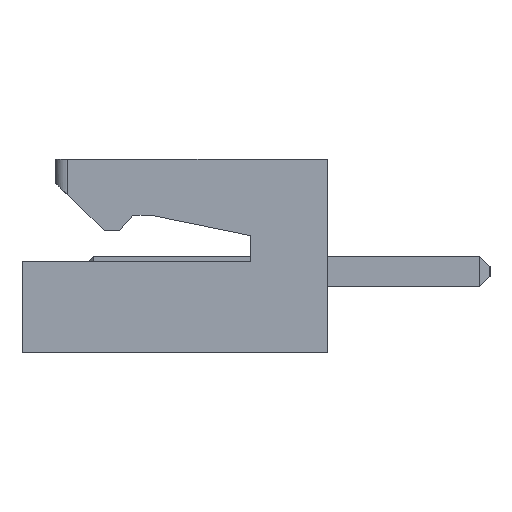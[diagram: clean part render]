
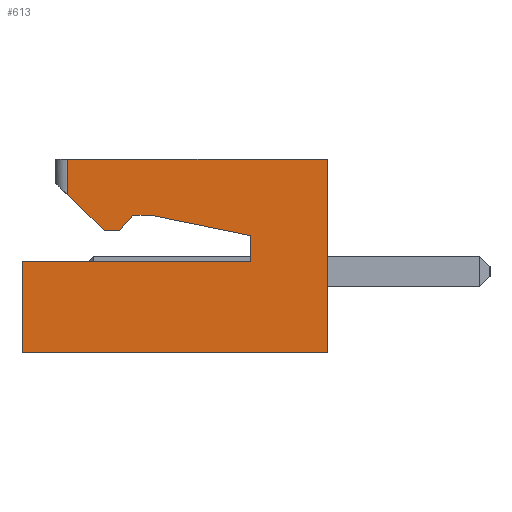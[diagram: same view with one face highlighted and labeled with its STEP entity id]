
A CAD part, left-side view. The second image highlights one B-rep face of the part: STEP entity #613.
In plain terms, the highlighted planar face has unit normal (-1, 0, 0).
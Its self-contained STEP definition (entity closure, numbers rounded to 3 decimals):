
#264 = CARTESIAN_POINT ( 'NONE',  ( -2.5, 1.5, 0.7 ) ) ;
#414 = LINE ( 'NONE', #4499, #3620 ) ;
#613 = ADVANCED_FACE ( 'NONE', ( #13996 ), #7860, .F. ) ;
#622 = LINE ( 'NONE', #3054, #9453 ) ;
#1372 = EDGE_CURVE ( 'NONE', #15681, #2671, #15272, .T. ) ;
#1429 = VECTOR ( 'NONE', #3900, 1000. ) ;
#1684 = EDGE_CURVE ( 'NONE', #15507, #15722, #14330, .T. ) ;
#1792 = DIRECTION ( 'NONE',  ( 0., 0., 1. ) ) ;
#1861 = EDGE_LOOP ( 'NONE', ( #14672, #7420, #14500, #6044, #12125, #15808, #12887, #11968, #14773, #8650, #12890, #8885 ) ) ;
#1924 = LINE ( 'NONE', #11389, #6706 ) ;
#2050 = EDGE_CURVE ( 'NONE', #2671, #12421, #5046, .T. ) ;
#2671 = VERTEX_POINT ( 'NONE', #16344 ) ;
#2808 = VECTOR ( 'NONE', #15925, 1000. ) ;
#3054 = CARTESIAN_POINT ( 'NONE',  ( -2.5, 4.386, 0.8 ) ) ;
#3099 = VECTOR ( 'NONE', #13020, 1000. ) ;
#3321 = EDGE_CURVE ( 'NONE', #9441, #7491, #9527, .T. ) ;
#3620 = VECTOR ( 'NONE', #15817, 1000. ) ;
#3900 = DIRECTION ( 'NONE',  ( 0., 0.661, -0.75 ) ) ;
#4057 = CARTESIAN_POINT ( 'NONE',  ( -2.5, 4.386, 0.8 ) ) ;
#4064 = CARTESIAN_POINT ( 'NONE',  ( -2.5, 1.5, 0.7 ) ) ;
#4394 = LINE ( 'NONE', #4064, #16203 ) ;
#4499 = CARTESIAN_POINT ( 'NONE',  ( -2.5, 6., 0.2 ) ) ;
#4733 = EDGE_CURVE ( 'NONE', #11509, #12291, #414, .T. ) ;
#5046 = LINE ( 'NONE', #12527, #1429 ) ;
#5255 = LINE ( 'NONE', #13919, #12953 ) ;
#5288 = DIRECTION ( 'NONE',  ( 0., -1., 0. ) ) ;
#5588 = CARTESIAN_POINT ( 'NONE',  ( -2.5, 6., -1.6 ) ) ;
#5592 = DIRECTION ( 'NONE',  ( 0., 0.714, 0.7 ) ) ;
#5668 = EDGE_CURVE ( 'NONE', #12421, #9441, #622, .T. ) ;
#5690 = EDGE_CURVE ( 'NONE', #12291, #9268, #6820, .T. ) ;
#5839 = DIRECTION ( 'NONE',  ( 1., 0., 0. ) ) ;
#6044 = ORIENTED_EDGE ( 'NONE', *, *, #5668, .F. ) ;
#6071 = CARTESIAN_POINT ( 'NONE',  ( -2.5, 5.1, 2.2 ) ) ;
#6414 = CARTESIAN_POINT ( 'NONE',  ( -2.5, 6., -1.6 ) ) ;
#6660 = DIRECTION ( 'NONE',  ( 0., 1., 0. ) ) ;
#6706 = VECTOR ( 'NONE', #5288, 1000. ) ;
#6820 = LINE ( 'NONE', #7794, #11320 ) ;
#7420 = ORIENTED_EDGE ( 'NONE', *, *, #15890, .F. ) ;
#7491 = VERTEX_POINT ( 'NONE', #14785 ) ;
#7542 = VERTEX_POINT ( 'NONE', #16150 ) ;
#7794 = CARTESIAN_POINT ( 'NONE',  ( -2.5, 1.5, 0.2 ) ) ;
#7860 = PLANE ( 'NONE',  #10352 ) ;
#8650 = ORIENTED_EDGE ( 'NONE', *, *, #12209, .F. ) ;
#8885 = ORIENTED_EDGE ( 'NONE', *, *, #15374, .T. ) ;
#8961 = CARTESIAN_POINT ( 'NONE',  ( -2.5, 3.821, 1.1 ) ) ;
#9268 = VERTEX_POINT ( 'NONE', #264 ) ;
#9296 = LINE ( 'NONE', #13195, #3099 ) ;
#9404 = EDGE_CURVE ( 'NONE', #15571, #7542, #1924, .T. ) ;
#9441 = VERTEX_POINT ( 'NONE', #4057 ) ;
#9453 = VECTOR ( 'NONE', #6660, 1000. ) ;
#9472 = VECTOR ( 'NONE', #5592, 1000. ) ;
#9527 = LINE ( 'NONE', #13332, #9472 ) ;
#10352 = AXIS2_PLACEMENT_3D ( 'NONE', #6414, #5839, #10588 ) ;
#10433 = DIRECTION ( 'NONE',  ( 0., -1., 0. ) ) ;
#10494 = CARTESIAN_POINT ( 'NONE',  ( -2.5, 1.5, 0.2 ) ) ;
#10521 = CARTESIAN_POINT ( 'NONE',  ( -2.5, 6., 0.2 ) ) ;
#10588 = DIRECTION ( 'NONE',  ( 0., 0., -1. ) ) ;
#11320 = VECTOR ( 'NONE', #1792, 1000. ) ;
#11389 = CARTESIAN_POINT ( 'NONE',  ( -2.5, 6., 2.2 ) ) ;
#11431 = DIRECTION ( 'NONE',  ( 0., 0., 1. ) ) ;
#11509 = VERTEX_POINT ( 'NONE', #10521 ) ;
#11821 = CARTESIAN_POINT ( 'NONE',  ( -2.5, 3.46, 1.1 ) ) ;
#11894 = CARTESIAN_POINT ( 'NONE',  ( -2.5, 4.086, 0.8 ) ) ;
#11968 = ORIENTED_EDGE ( 'NONE', *, *, #5690, .F. ) ;
#12078 = CARTESIAN_POINT ( 'NONE',  ( -2.5, 0., -1.6 ) ) ;
#12125 = ORIENTED_EDGE ( 'NONE', *, *, #2050, .F. ) ;
#12209 = EDGE_CURVE ( 'NONE', #15507, #11509, #5255, .T. ) ;
#12291 = VERTEX_POINT ( 'NONE', #10494 ) ;
#12421 = VERTEX_POINT ( 'NONE', #11894 ) ;
#12479 = CARTESIAN_POINT ( 'NONE',  ( -2.5, 6., -1.6 ) ) ;
#12527 = CARTESIAN_POINT ( 'NONE',  ( -2.5, 4.086, 0.8 ) ) ;
#12887 = ORIENTED_EDGE ( 'NONE', *, *, #13493, .F. ) ;
#12890 = ORIENTED_EDGE ( 'NONE', *, *, #1684, .T. ) ;
#12953 = VECTOR ( 'NONE', #11431, 1000. ) ;
#13020 = DIRECTION ( 'NONE',  ( 0., 0., 1. ) ) ;
#13067 = LINE ( 'NONE', #12078, #2808 ) ;
#13195 = CARTESIAN_POINT ( 'NONE',  ( -2.5, 5.1, 2.2 ) ) ;
#13332 = CARTESIAN_POINT ( 'NONE',  ( -2.5, 5.1, 1.5 ) ) ;
#13469 = CARTESIAN_POINT ( 'NONE',  ( -2.5, 0., -1.6 ) ) ;
#13493 = EDGE_CURVE ( 'NONE', #9268, #15681, #4394, .T. ) ;
#13919 = CARTESIAN_POINT ( 'NONE',  ( -2.5, 6., -1.6 ) ) ;
#13996 = FACE_OUTER_BOUND ( 'NONE', #1861, .T. ) ;
#14330 = LINE ( 'NONE', #5588, #15142 ) ;
#14449 = DIRECTION ( 'NONE',  ( 0., 0.98, 0.2 ) ) ;
#14500 = ORIENTED_EDGE ( 'NONE', *, *, #3321, .F. ) ;
#14672 = ORIENTED_EDGE ( 'NONE', *, *, #9404, .F. ) ;
#14773 = ORIENTED_EDGE ( 'NONE', *, *, #4733, .F. ) ;
#14785 = CARTESIAN_POINT ( 'NONE',  ( -2.5, 5.1, 1.5 ) ) ;
#15021 = DIRECTION ( 'NONE',  ( 0., 1., 0. ) ) ;
#15142 = VECTOR ( 'NONE', #10433, 1000. ) ;
#15272 = LINE ( 'NONE', #8961, #16222 ) ;
#15374 = EDGE_CURVE ( 'NONE', #15722, #7542, #13067, .T. ) ;
#15507 = VERTEX_POINT ( 'NONE', #12479 ) ;
#15571 = VERTEX_POINT ( 'NONE', #6071 ) ;
#15681 = VERTEX_POINT ( 'NONE', #11821 ) ;
#15722 = VERTEX_POINT ( 'NONE', #13469 ) ;
#15808 = ORIENTED_EDGE ( 'NONE', *, *, #1372, .F. ) ;
#15817 = DIRECTION ( 'NONE',  ( 0., -1., 0. ) ) ;
#15890 = EDGE_CURVE ( 'NONE', #7491, #15571, #9296, .T. ) ;
#15925 = DIRECTION ( 'NONE',  ( 0., 0., 1. ) ) ;
#16150 = CARTESIAN_POINT ( 'NONE',  ( -2.5, 0., 2.2 ) ) ;
#16203 = VECTOR ( 'NONE', #14449, 1000. ) ;
#16222 = VECTOR ( 'NONE', #15021, 1000. ) ;
#16344 = CARTESIAN_POINT ( 'NONE',  ( -2.5, 3.821, 1.1 ) ) ;
